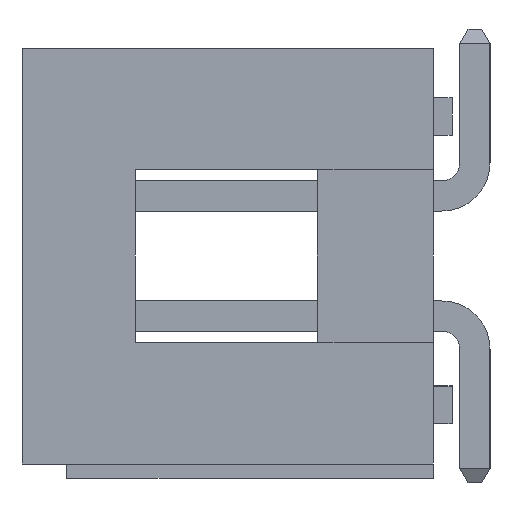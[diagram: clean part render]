
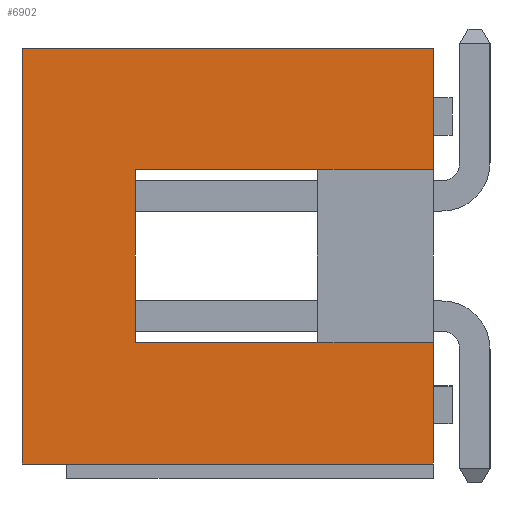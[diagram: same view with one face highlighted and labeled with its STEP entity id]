
A CAD part, left-side view. The second image highlights one B-rep face of the part: STEP entity #6902.
In plain terms, the highlighted planar face has unit normal (-1, 0, 0).
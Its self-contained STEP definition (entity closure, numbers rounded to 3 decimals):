
#82 = VECTOR ( 'NONE', #5335, 1000. ) ;
#101 = LINE ( 'NONE', #1810, #464 ) ;
#204 = VECTOR ( 'NONE', #4644, 1000. ) ;
#259 = VERTEX_POINT ( 'NONE', #1281 ) ;
#276 = ORIENTED_EDGE ( 'NONE', *, *, #4498, .F. ) ;
#347 = PLANE ( 'NONE',  #2014 ) ;
#439 = CARTESIAN_POINT ( 'NONE',  ( -20.32, -4.35, -1.825 ) ) ;
#464 = VECTOR ( 'NONE', #2443, 1000. ) ;
#573 = CARTESIAN_POINT ( 'NONE',  ( -20.32, 4.35, 4.4 ) ) ;
#602 = LINE ( 'NONE', #3357, #5439 ) ;
#738 = LINE ( 'NONE', #1172, #204 ) ;
#902 = DIRECTION ( 'NONE',  ( 1., 0., 0. ) ) ;
#916 = ORIENTED_EDGE ( 'NONE', *, *, #4956, .F. ) ;
#942 = CARTESIAN_POINT ( 'NONE',  ( -20.32, 1.95, 1.825 ) ) ;
#993 = EDGE_CURVE ( 'NONE', #1069, #2976, #6060, .T. ) ;
#1069 = VERTEX_POINT ( 'NONE', #439 ) ;
#1139 = FACE_OUTER_BOUND ( 'NONE', #5207, .T. ) ;
#1172 = CARTESIAN_POINT ( 'NONE',  ( -20.32, 4.35, -4.4 ) ) ;
#1281 = CARTESIAN_POINT ( 'NONE',  ( -20.32, 4.35, -4.4 ) ) ;
#1435 = VECTOR ( 'NONE', #4799, 1000. ) ;
#1438 = CARTESIAN_POINT ( 'NONE',  ( -20.32, 1.95, -1.825 ) ) ;
#1763 = VERTEX_POINT ( 'NONE', #942 ) ;
#1780 = VECTOR ( 'NONE', #4490, 1000. ) ;
#1810 = CARTESIAN_POINT ( 'NONE',  ( -20.32, -4.35, 4.4 ) ) ;
#1890 = LINE ( 'NONE', #5137, #4166 ) ;
#1970 = CARTESIAN_POINT ( 'NONE',  ( -20.32, 1.95, -1.825 ) ) ;
#2014 = AXIS2_PLACEMENT_3D ( 'NONE', #4301, #902, #4827 ) ;
#2069 = EDGE_CURVE ( 'NONE', #1763, #3775, #4387, .T. ) ;
#2204 = VECTOR ( 'NONE', #3490, 1000. ) ;
#2443 = DIRECTION ( 'NONE',  ( 0., 0., -1. ) ) ;
#2749 = LINE ( 'NONE', #4745, #1435 ) ;
#2901 = ORIENTED_EDGE ( 'NONE', *, *, #6304, .T. ) ;
#2935 = CARTESIAN_POINT ( 'NONE',  ( -20.32, -4.35, 1.825 ) ) ;
#2976 = VERTEX_POINT ( 'NONE', #1970 ) ;
#3048 = VERTEX_POINT ( 'NONE', #4846 ) ;
#3079 = ORIENTED_EDGE ( 'NONE', *, *, #5257, .F. ) ;
#3152 = ORIENTED_EDGE ( 'NONE', *, *, #3804, .F. ) ;
#3347 = VERTEX_POINT ( 'NONE', #6191 ) ;
#3357 = CARTESIAN_POINT ( 'NONE',  ( -20.32, 1.95, 1.825 ) ) ;
#3490 = DIRECTION ( 'NONE',  ( 0., -1., 0. ) ) ;
#3537 = EDGE_CURVE ( 'NONE', #259, #4154, #1890, .T. ) ;
#3775 = VERTEX_POINT ( 'NONE', #5399 ) ;
#3804 = EDGE_CURVE ( 'NONE', #3048, #259, #738, .T. ) ;
#4154 = VERTEX_POINT ( 'NONE', #6465 ) ;
#4166 = VECTOR ( 'NONE', #6269, 1000. ) ;
#4301 = CARTESIAN_POINT ( 'NONE',  ( -20.32, -4.35, 4.4 ) ) ;
#4387 = LINE ( 'NONE', #2935, #2204 ) ;
#4474 = ORIENTED_EDGE ( 'NONE', *, *, #2069, .T. ) ;
#4490 = DIRECTION ( 'NONE',  ( 0., -1., 0. ) ) ;
#4498 = EDGE_CURVE ( 'NONE', #1069, #3048, #101, .T. ) ;
#4644 = DIRECTION ( 'NONE',  ( 0., 1., 0. ) ) ;
#4745 = CARTESIAN_POINT ( 'NONE',  ( -20.32, -4.35, 4.4 ) ) ;
#4799 = DIRECTION ( 'NONE',  ( 0., 0., -1. ) ) ;
#4827 = DIRECTION ( 'NONE',  ( 0., 0., -1. ) ) ;
#4846 = CARTESIAN_POINT ( 'NONE',  ( -20.32, -4.35, -4.4 ) ) ;
#4956 = EDGE_CURVE ( 'NONE', #4154, #3347, #5297, .T. ) ;
#5137 = CARTESIAN_POINT ( 'NONE',  ( -20.32, 4.35, 4.4 ) ) ;
#5207 = EDGE_LOOP ( 'NONE', ( #6396, #2901, #4474, #3079, #916, #5570, #3152, #276 ) ) ;
#5257 = EDGE_CURVE ( 'NONE', #3347, #3775, #2749, .T. ) ;
#5297 = LINE ( 'NONE', #573, #1780 ) ;
#5335 = DIRECTION ( 'NONE',  ( 0., 1., 0. ) ) ;
#5399 = CARTESIAN_POINT ( 'NONE',  ( -20.32, -4.35, 1.825 ) ) ;
#5439 = VECTOR ( 'NONE', #6095, 1000. ) ;
#5570 = ORIENTED_EDGE ( 'NONE', *, *, #3537, .F. ) ;
#6060 = LINE ( 'NONE', #1438, #82 ) ;
#6095 = DIRECTION ( 'NONE',  ( 0., 0., 1. ) ) ;
#6191 = CARTESIAN_POINT ( 'NONE',  ( -20.32, -4.35, 4.4 ) ) ;
#6269 = DIRECTION ( 'NONE',  ( 0., 0., 1. ) ) ;
#6304 = EDGE_CURVE ( 'NONE', #2976, #1763, #602, .T. ) ;
#6396 = ORIENTED_EDGE ( 'NONE', *, *, #993, .T. ) ;
#6465 = CARTESIAN_POINT ( 'NONE',  ( -20.32, 4.35, 4.4 ) ) ;
#6902 = ADVANCED_FACE ( 'NONE', ( #1139 ), #347, .F. ) ;
